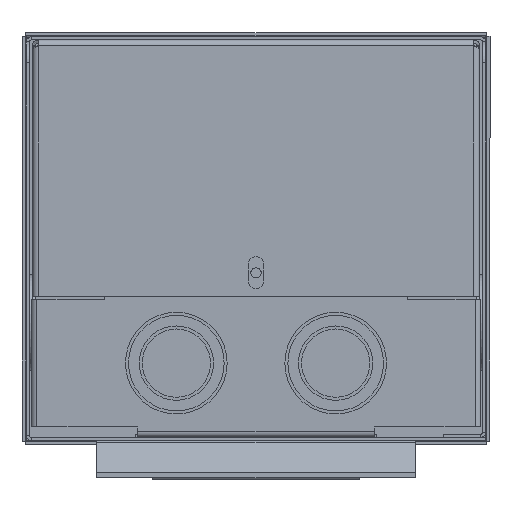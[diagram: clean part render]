
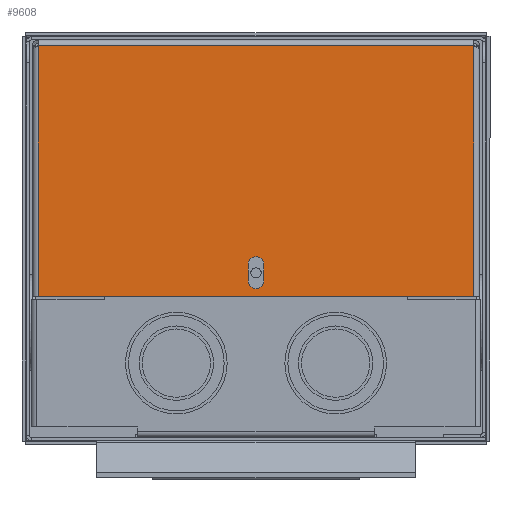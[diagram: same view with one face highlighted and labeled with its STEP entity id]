
A CAD part, front view. The second image highlights one B-rep face of the part: STEP entity #9608.
In plain terms, the highlighted planar face has unit normal (0, -1, 0).
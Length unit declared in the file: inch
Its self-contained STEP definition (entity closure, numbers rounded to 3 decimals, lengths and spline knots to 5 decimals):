
#825 = CARTESIAN_POINT ( 'NONE',  ( 0., -0.0359, -1.04125 ) ) ;
#826 = CARTESIAN_POINT ( 'NONE',  ( 0.09375, -0.0359, -1.135 ) ) ;
#843 = CARTESIAN_POINT ( 'NONE',  ( -2.5651, -0.0359, 1.4431 ) ) ;
#851 = CARTESIAN_POINT ( 'NONE',  ( 2.5651, -0.0359, 1.4431 ) ) ;
#852 = CARTESIAN_POINT ( 'NONE',  ( 0.09375, -0.0359, -1.3225 ) ) ;
#853 = CARTESIAN_POINT ( 'NONE',  ( -2.5651, -0.0359, -1.51 ) ) ;
#854 = CARTESIAN_POINT ( 'NONE',  ( 2.5651, -0.0359, -1.51 ) ) ;
#856 = CARTESIAN_POINT ( 'NONE',  ( -0.09375, -0.0359, -1.3225 ) ) ;
#857 = CARTESIAN_POINT ( 'NONE',  ( -0.09375, -0.0359, -1.135 ) ) ;
#2217 = EDGE_LOOP ( 'NONE', ( #17177, #17178, #17179, #17180, #17181 ) ) ;
#2229 = EDGE_LOOP ( 'NONE', ( #17182, #17183, #17184, #17185 ) ) ;
#3725 = VERTEX_POINT ( 'NONE', #825 ) ;
#3726 = VERTEX_POINT ( 'NONE', #826 ) ;
#3743 = VERTEX_POINT ( 'NONE', #843 ) ;
#3751 = VERTEX_POINT ( 'NONE', #851 ) ;
#3752 = VERTEX_POINT ( 'NONE', #852 ) ;
#3753 = VERTEX_POINT ( 'NONE', #853 ) ;
#3754 = VERTEX_POINT ( 'NONE', #854 ) ;
#3756 = VERTEX_POINT ( 'NONE', #856 ) ;
#3757 = VERTEX_POINT ( 'NONE', #857 ) ;
#5372 = DIRECTION ( 'NONE',  ( 0., 1., 0. ) ) ;
#5375 = CARTESIAN_POINT ( 'NONE',  ( 0., -0.0359, 0. ) ) ;
#5377 = PLANE ( 'NONE',  #13066 ) ;
#5379 = DIRECTION ( 'NONE',  ( 0., 0., 1. ) ) ;
#6272 = AXIS2_PLACEMENT_3D ( 'NONE', #15817, #15818, #15819 ) ;
#6487 = AXIS2_PLACEMENT_3D ( 'NONE', #15670, #15671, #15672 ) ;
#6503 = AXIS2_PLACEMENT_3D ( 'NONE', #15927, #15928, #15929 ) ;
#7075 = CARTESIAN_POINT ( 'NONE',  ( 2.632, -0.0359, 1.4431 ) ) ;
#7085 = DIRECTION ( 'NONE',  ( -1., 0., 0. ) ) ;
#7302 = LINE ( 'NONE', #17625, #7313 ) ;
#7313 = VECTOR ( 'NONE', #17630, 39.37008 ) ;
#8168 = LINE ( 'NONE', #7075, #8173 ) ;
#8173 = VECTOR ( 'NONE', #7085, 39.37008 ) ;
#8601 = LINE ( 'NONE', #16768, #8604 ) ;
#8604 = VECTOR ( 'NONE', #16769, 39.37008 ) ;
#9608 = ADVANCED_FACE ( 'NONE', ( #14371, #14377 ), #5377, .F. ) ;
#12521 = EDGE_CURVE ( 'NONE', #3756, #3757, #7302, .T. ) ;
#13066 = AXIS2_PLACEMENT_3D ( 'NONE', #5375, #5372, #5379 ) ;
#14371 = FACE_BOUND ( 'NONE', #2217, .T. ) ;
#14377 = FACE_OUTER_BOUND ( 'NONE', #2229, .T. ) ;
#15102 = LINE ( 'NONE', #15664, #15105 ) ;
#15105 = VECTOR ( 'NONE', #15665, 39.37008 ) ;
#15108 = CIRCLE ( 'NONE', #6487, 0.09375 ) ;
#15191 = CIRCLE ( 'NONE', #6272, 0.09375 ) ;
#15231 = LINE ( 'NONE', #15882, #15233 ) ;
#15233 = VECTOR ( 'NONE', #15883, 39.37008 ) ;
#15263 = CIRCLE ( 'NONE', #6503, 0.09375 ) ;
#15265 = LINE ( 'NONE', #15918, #15267 ) ;
#15267 = VECTOR ( 'NONE', #15910, 39.37008 ) ;
#15664 = CARTESIAN_POINT ( 'NONE',  ( 0.09375, -0.0359, -1.3225 ) ) ;
#15665 = DIRECTION ( 'NONE',  ( 0., 0., -1. ) ) ;
#15670 = CARTESIAN_POINT ( 'NONE',  ( 0., -0.0359, -1.3225 ) ) ;
#15671 = DIRECTION ( 'NONE',  ( 0., 1., 0. ) ) ;
#15672 = DIRECTION ( 'NONE',  ( 0., 0., 1. ) ) ;
#15817 = CARTESIAN_POINT ( 'NONE',  ( 0., -0.0359, -1.135 ) ) ;
#15818 = DIRECTION ( 'NONE',  ( 0., 1., 0. ) ) ;
#15819 = DIRECTION ( 'NONE',  ( 0., 0., 1. ) ) ;
#15882 = CARTESIAN_POINT ( 'NONE',  ( 2.5651, -0.0359, -1.51 ) ) ;
#15883 = DIRECTION ( 'NONE',  ( 0., 0., 1. ) ) ;
#15910 = DIRECTION ( 'NONE',  ( -1., 0., 0. ) ) ;
#15918 = CARTESIAN_POINT ( 'NONE',  ( -2.632, -0.0359, -1.51 ) ) ;
#15927 = CARTESIAN_POINT ( 'NONE',  ( 0., -0.0359, -1.135 ) ) ;
#15928 = DIRECTION ( 'NONE',  ( 0., 1., 0. ) ) ;
#15929 = DIRECTION ( 'NONE',  ( 0., 0., 1. ) ) ;
#16768 = CARTESIAN_POINT ( 'NONE',  ( -2.5651, -0.0359, 1.4431 ) ) ;
#16769 = DIRECTION ( 'NONE',  ( 0., 0., -1. ) ) ;
#17177 = ORIENTED_EDGE ( 'NONE', *, *, #20491, .T. ) ;
#17178 = ORIENTED_EDGE ( 'NONE', *, *, #20494, .T. ) ;
#17179 = ORIENTED_EDGE ( 'NONE', *, *, #12521, .T. ) ;
#17180 = ORIENTED_EDGE ( 'NONE', *, *, #20588, .T. ) ;
#17181 = ORIENTED_EDGE ( 'NONE', *, *, #20544, .T. ) ;
#17182 = ORIENTED_EDGE ( 'NONE', *, *, #19952, .T. ) ;
#17183 = ORIENTED_EDGE ( 'NONE', *, *, #20589, .F. ) ;
#17184 = ORIENTED_EDGE ( 'NONE', *, *, #20571, .T. ) ;
#17185 = ORIENTED_EDGE ( 'NONE', *, *, #19702, .T. ) ;
#17625 = CARTESIAN_POINT ( 'NONE',  ( -0.09375, -0.0359, -1.3225 ) ) ;
#17630 = DIRECTION ( 'NONE',  ( 0., 0., 1. ) ) ;
#19702 = EDGE_CURVE ( 'NONE', #3751, #3743, #8168, .T. ) ;
#19952 = EDGE_CURVE ( 'NONE', #3743, #3753, #8601, .T. ) ;
#20491 = EDGE_CURVE ( 'NONE', #3726, #3752, #15102, .T. ) ;
#20494 = EDGE_CURVE ( 'NONE', #3752, #3756, #15108, .T. ) ;
#20544 = EDGE_CURVE ( 'NONE', #3725, #3726, #15191, .T. ) ;
#20571 = EDGE_CURVE ( 'NONE', #3754, #3751, #15231, .T. ) ;
#20588 = EDGE_CURVE ( 'NONE', #3757, #3725, #15263, .T. ) ;
#20589 = EDGE_CURVE ( 'NONE', #3754, #3753, #15265, .T. ) ;
